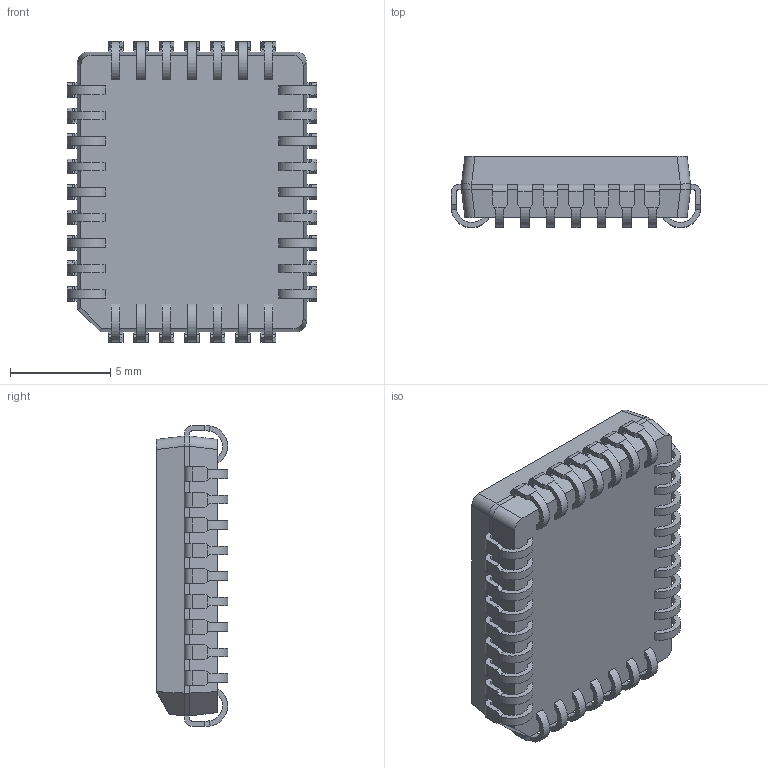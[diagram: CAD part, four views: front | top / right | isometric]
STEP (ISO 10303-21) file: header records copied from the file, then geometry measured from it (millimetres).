
FILE_DESCRIPTION (( 'STEP AP214' ), '1' );
FILE_NAME ('SST39SF010A-55-4C-NHE.STEP', '2021-10-17T21:06:55', ( '' ), ( '' ), 'SwSTEP 2.0', 'SolidWorks 2017', '' );
FILE_SCHEMA (( 'AUTOMOTIVE_DESIGN' ));
Length unit declared in the file: inch
Products named in the file (1): SST39SF010A-55-4C-NHE
Bounding box: 12.45 x 3.55 x 14.99 mm (x, y, z)
Volume: 484.4 mm3; surface area: 642 mm2
Topology: 34 solids, 34 shells, 546 faces, 1426 edges, 949 vertices
Faces by surface type: plane 405, cylinder 141
Entity records: 17053 total; most frequent: CARTESIAN_POINT 3390, ORIENTED_EDGE 2852, DIRECTION 2624, EDGE_CURVE 1426, LINE 1010, VECTOR 1010, VERTEX_POINT 949, AXIS2_PLACEMENT_3D 807
